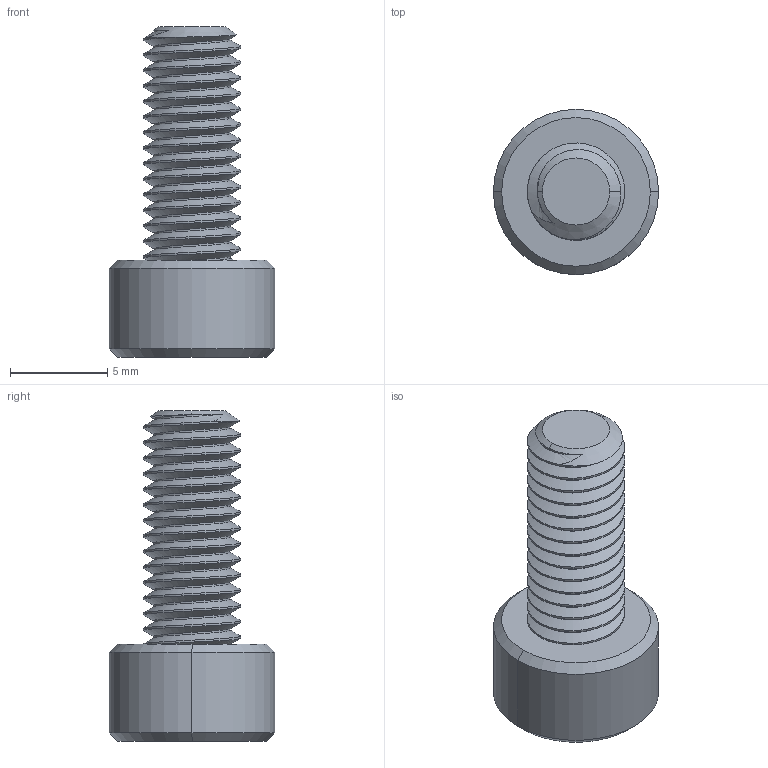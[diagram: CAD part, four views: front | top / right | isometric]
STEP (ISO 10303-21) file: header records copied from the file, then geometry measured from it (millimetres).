
FILE_DESCRIPTION (( 'STEP AP214' ), '1' );
FILE_NAME ('DIN 912 M5x12 screw detailed.STEP', '2015-10-20T23:39:33', ( '' ), ( '' ), 'SwSTEP 2.0', 'SolidWorks 2015', '' );
FILE_SCHEMA (( 'AUTOMOTIVE_DESIGN' ));
Length unit declared in the file: millimetre
Products named in the file (1): DIN 912 M5x12 screw detailed
Bounding box: 8.5 x 8.5 x 17 mm (x, y, z)
Volume: 426.2 mm3; surface area: 561.4 mm2
Topology: 1 solids, 1 shells, 88 faces, 236 edges, 152 vertices
Faces by surface type: cylinder 63, cone 13, plane 10, bspline 2
Entity records: 4290 total; most frequent: CARTESIAN_POINT 2440, ORIENTED_EDGE 472, DIRECTION 296, EDGE_CURVE 236, VERTEX_POINT 152, AXIS2_PLACEMENT_3D 108, EDGE_LOOP 90, FACE_OUTER_BOUND 88
